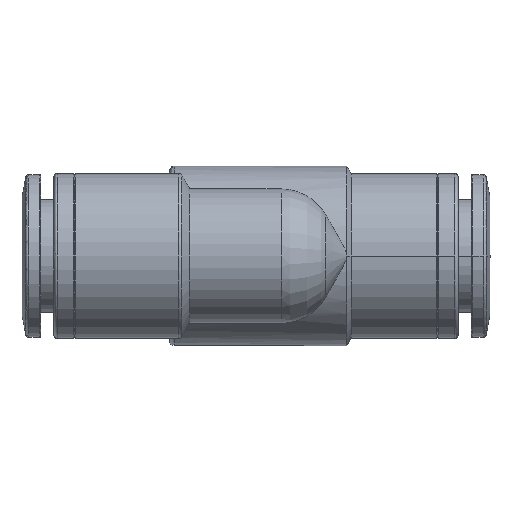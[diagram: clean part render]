
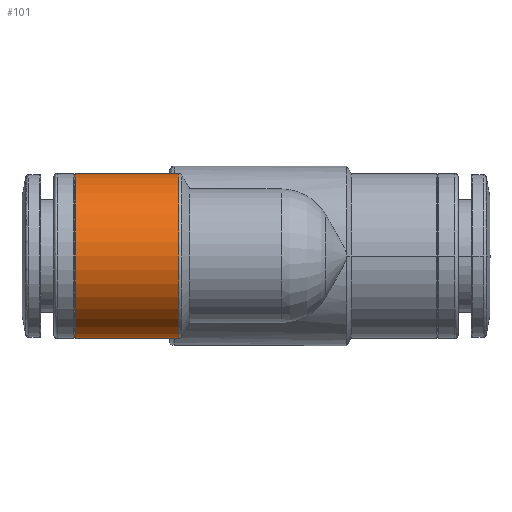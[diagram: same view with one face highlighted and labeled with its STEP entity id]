
A CAD part, left-side view. The second image highlights one B-rep face of the part: STEP entity #101.
In plain terms, the highlighted cylindrical face has radius 8 mm (diameter 15.999 mm), a partial arc.
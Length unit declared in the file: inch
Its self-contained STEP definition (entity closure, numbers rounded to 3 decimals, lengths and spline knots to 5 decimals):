
#97 = LINE ( 'NONE', #1398, #1120 ) ;
#101 = ADVANCED_FACE ( 'NONE', ( #4289 ), #3182, .T. ) ;
#274 = CARTESIAN_POINT ( 'NONE',  ( -0.32481, 0.38993, 0. ) ) ;
#482 = ORIENTED_EDGE ( 'NONE', *, *, #2701, .T. ) ;
#742 = EDGE_CURVE ( 'NONE', #4327, #2056, #3261, .T. ) ;
#911 = ORIENTED_EDGE ( 'NONE', *, *, #2473, .T. ) ;
#1028 = ORIENTED_EDGE ( 'NONE', *, *, #4892, .F. ) ;
#1075 = ORIENTED_EDGE ( 'NONE', *, *, #742, .T. ) ;
#1120 = VECTOR ( 'NONE', #4968, 39.37008 ) ;
#1236 = LINE ( 'NONE', #4814, #4598 ) ;
#1398 = CARTESIAN_POINT ( 'NONE',  ( -0.32481, 0.62274, 0.31495 ) ) ;
#1581 = DIRECTION ( 'NONE',  ( 0., 0., 1. ) ) ;
#1762 = AXIS2_PLACEMENT_3D ( 'NONE', #274, #2716, #4324 ) ;
#1825 = AXIS2_PLACEMENT_3D ( 'NONE', #4311, #1996, #4796 ) ;
#1996 = DIRECTION ( 'NONE',  ( 0., 1., 0. ) ) ;
#2015 = CARTESIAN_POINT ( 'NONE',  ( -0.32481, 0.38993, -0.31495 ) ) ;
#2056 = VERTEX_POINT ( 'NONE', #2500 ) ;
#2080 = VERTEX_POINT ( 'NONE', #4482 ) ;
#2244 = AXIS2_PLACEMENT_3D ( 'NONE', #2667, #3879, #1581 ) ;
#2473 = EDGE_CURVE ( 'NONE', #4889, #2080, #3442, .T. ) ;
#2500 = CARTESIAN_POINT ( 'NONE',  ( -0.32481, 0.78651, -0.31495 ) ) ;
#2667 = CARTESIAN_POINT ( 'NONE',  ( -0.32481, 0.78651, 0. ) ) ;
#2701 = EDGE_CURVE ( 'NONE', #2080, #4327, #97, .T. ) ;
#2716 = DIRECTION ( 'NONE',  ( 0., 1., 0. ) ) ;
#2805 = CARTESIAN_POINT ( 'NONE',  ( -0.32481, 0.78651, 0.31495 ) ) ;
#3182 = CYLINDRICAL_SURFACE ( 'NONE', #1825, 0.31495 ) ;
#3261 = CIRCLE ( 'NONE', #2244, 0.31495 ) ;
#3442 = CIRCLE ( 'NONE', #1762, 0.31495 ) ;
#3811 = EDGE_LOOP ( 'NONE', ( #1028, #911, #482, #1075 ) ) ;
#3879 = DIRECTION ( 'NONE',  ( 0., -1., 0. ) ) ;
#4289 = FACE_OUTER_BOUND ( 'NONE', #3811, .T. ) ;
#4311 = CARTESIAN_POINT ( 'NONE',  ( -0.32481, 0.62274, 0. ) ) ;
#4324 = DIRECTION ( 'NONE',  ( 0., 0., 1. ) ) ;
#4327 = VERTEX_POINT ( 'NONE', #2805 ) ;
#4463 = DIRECTION ( 'NONE',  ( 0., 1., 0. ) ) ;
#4482 = CARTESIAN_POINT ( 'NONE',  ( -0.32481, 0.38993, 0.31495 ) ) ;
#4598 = VECTOR ( 'NONE', #4463, 39.37008 ) ;
#4796 = DIRECTION ( 'NONE',  ( 0., 0., 1. ) ) ;
#4814 = CARTESIAN_POINT ( 'NONE',  ( -0.32481, 0.62274, -0.31495 ) ) ;
#4889 = VERTEX_POINT ( 'NONE', #2015 ) ;
#4892 = EDGE_CURVE ( 'NONE', #4889, #2056, #1236, .T. ) ;
#4968 = DIRECTION ( 'NONE',  ( 0., 1., 0. ) ) ;
